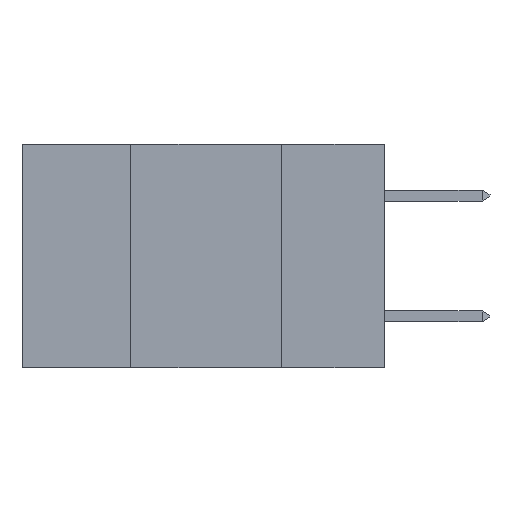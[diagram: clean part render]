
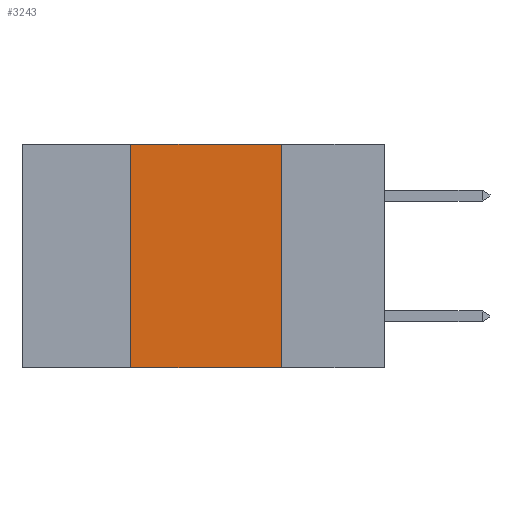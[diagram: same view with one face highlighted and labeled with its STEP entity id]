
A CAD part, left-side view. The second image highlights one B-rep face of the part: STEP entity #3243.
In plain terms, the highlighted planar face has unit normal (-1, 0, 0).
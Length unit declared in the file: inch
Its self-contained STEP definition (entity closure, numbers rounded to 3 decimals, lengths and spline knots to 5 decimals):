
#1008 = EDGE_LOOP ( 'NONE', ( #8881, #9273, #12768, #2720 ) ) ;
#1367 = DIRECTION ( 'NONE',  ( 0., 0., -1. ) ) ;
#2175 = DIRECTION ( 'NONE',  ( 0., 0., 1. ) ) ;
#2720 = ORIENTED_EDGE ( 'NONE', *, *, #6269, .T. ) ;
#2907 = VERTEX_POINT ( 'NONE', #12498 ) ;
#3243 = ADVANCED_FACE ( 'NONE', ( #15582 ), #6674, .F. ) ;
#4327 = VECTOR ( 'NONE', #15050, 39.37008 ) ;
#4366 = DIRECTION ( 'NONE',  ( 0., -1., 0. ) ) ;
#6269 = EDGE_CURVE ( 'NONE', #13139, #2907, #13452, .T. ) ;
#6420 = CARTESIAN_POINT ( 'NONE',  ( 0., 0.42, -0.37 ) ) ;
#6474 = LINE ( 'NONE', #9996, #13768 ) ;
#6674 = PLANE ( 'NONE',  #12641 ) ;
#7324 = VECTOR ( 'NONE', #4366, 39.37008 ) ;
#7439 = CARTESIAN_POINT ( 'NONE',  ( 0., 0.6, -0.37 ) ) ;
#7586 = EDGE_CURVE ( 'NONE', #12004, #16679, #10342, .T. ) ;
#8064 = CARTESIAN_POINT ( 'NONE',  ( 0., 0.42, 0. ) ) ;
#8622 = CARTESIAN_POINT ( 'NONE',  ( 0., 0.17, 0. ) ) ;
#8738 = DIRECTION ( 'NONE',  ( 0., -1., 0. ) ) ;
#8881 = ORIENTED_EDGE ( 'NONE', *, *, #16615, .F. ) ;
#9262 = DIRECTION ( 'NONE',  ( 1., 0., 0. ) ) ;
#9273 = ORIENTED_EDGE ( 'NONE', *, *, #7586, .F. ) ;
#9977 = VECTOR ( 'NONE', #8738, 39.37008 ) ;
#9996 = CARTESIAN_POINT ( 'NONE',  ( 0., 0.42, 0. ) ) ;
#10342 = LINE ( 'NONE', #12189, #7324 ) ;
#11270 = LINE ( 'NONE', #8622, #4327 ) ;
#12004 = VERTEX_POINT ( 'NONE', #8064 ) ;
#12189 = CARTESIAN_POINT ( 'NONE',  ( 0., 0.6, 0. ) ) ;
#12498 = CARTESIAN_POINT ( 'NONE',  ( 0., 0.17, -0.37 ) ) ;
#12641 = AXIS2_PLACEMENT_3D ( 'NONE', #15688, #9262, #1367 ) ;
#12768 = ORIENTED_EDGE ( 'NONE', *, *, #14319, .F. ) ;
#13139 = VERTEX_POINT ( 'NONE', #6420 ) ;
#13452 = LINE ( 'NONE', #7439, #9977 ) ;
#13768 = VECTOR ( 'NONE', #2175, 39.37008 ) ;
#13941 = CARTESIAN_POINT ( 'NONE',  ( 0., 0.17, 0. ) ) ;
#14319 = EDGE_CURVE ( 'NONE', #13139, #12004, #6474, .T. ) ;
#15050 = DIRECTION ( 'NONE',  ( 0., 0., -1. ) ) ;
#15582 = FACE_OUTER_BOUND ( 'NONE', #1008, .T. ) ;
#15688 = CARTESIAN_POINT ( 'NONE',  ( 0., 0.6, 0. ) ) ;
#16615 = EDGE_CURVE ( 'NONE', #16679, #2907, #11270, .T. ) ;
#16679 = VERTEX_POINT ( 'NONE', #13941 ) ;
